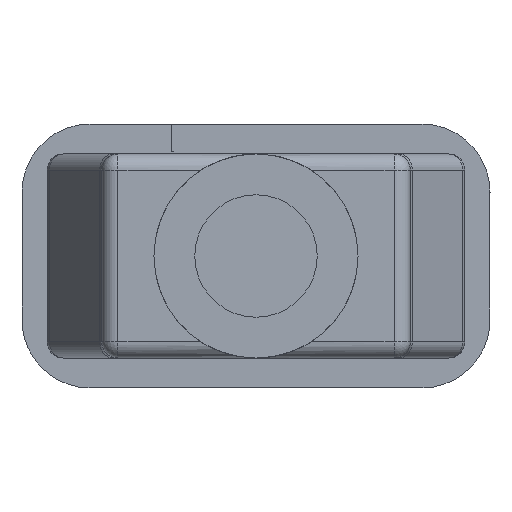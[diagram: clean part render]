
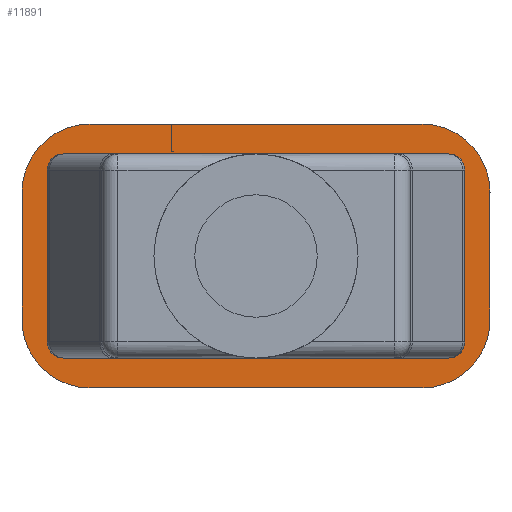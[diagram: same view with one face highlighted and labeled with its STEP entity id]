
A CAD part, front view. The second image highlights one B-rep face of the part: STEP entity #11891.
In plain terms, the highlighted face is planar.
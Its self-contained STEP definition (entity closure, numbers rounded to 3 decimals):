
#179=CIRCLE('',#12493,0.5);
#181=CIRCLE('',#12496,0.5);
#183=CIRCLE('',#12499,0.5);
#185=CIRCLE('',#12502,0.5);
#188=CIRCLE('',#12526,2.5);
#189=CIRCLE('',#12527,2.5);
#190=CIRCLE('',#12528,2.5);
#191=CIRCLE('',#12529,2.5);
#386=FACE_BOUND('',#1530,.T.);
#867=FACE_OUTER_BOUND('',#1529,.T.);
#1529=EDGE_LOOP('',(#9351,#9352,#9353,#9354,#9355,#9356,#9357,#9358));
#1530=EDGE_LOOP('',(#9359,#9360,#9361,#9362,#9363,#9364,#9365,#9366,#9367,
#9368,#9369,#9370,#9371,#9372,#9373,#9374));
#2662=LINE('',#18637,#3957);
#2665=LINE('',#18643,#3960);
#2709=LINE('',#18734,#4004);
#2728=LINE('',#18777,#4023);
#2731=LINE('',#18783,#4026);
#2774=LINE('',#18881,#4069);
#2778=LINE('',#18888,#4073);
#2779=LINE('',#18894,#4074);
#2780=LINE('',#18898,#4075);
#2781=LINE('',#18902,#4076);
#2782=LINE('',#18905,#4077);
#2783=LINE('',#18906,#4078);
#2784=LINE('',#18907,#4079);
#2785=LINE('',#18909,#4080);
#2786=LINE('',#18910,#4081);
#2787=LINE('',#18911,#4082);
#3957=VECTOR('',#14047,10.);
#3960=VECTOR('',#14052,10.);
#4004=VECTOR('',#14106,10.);
#4023=VECTOR('',#14129,10.);
#4026=VECTOR('',#14134,10.);
#4069=VECTOR('',#14197,10.);
#4073=VECTOR('',#14203,10.);
#4074=VECTOR('',#14208,10.);
#4075=VECTOR('',#14211,10.);
#4076=VECTOR('',#14214,10.);
#4077=VECTOR('',#14217,10.);
#4078=VECTOR('',#14218,10.);
#4079=VECTOR('',#14219,10.);
#4080=VECTOR('',#14220,10.);
#4081=VECTOR('',#14221,10.);
#4082=VECTOR('',#14222,10.);
#5268=VERTEX_POINT('',#18564);
#5269=VERTEX_POINT('',#18566);
#5272=VERTEX_POINT('',#18573);
#5273=VERTEX_POINT('',#18575);
#5276=VERTEX_POINT('',#18582);
#5277=VERTEX_POINT('',#18584);
#5280=VERTEX_POINT('',#18591);
#5281=VERTEX_POINT('',#18593);
#5299=VERTEX_POINT('',#18634);
#5302=VERTEX_POINT('',#18642);
#5343=VERTEX_POINT('',#18730);
#5363=VERTEX_POINT('',#18775);
#5365=VERTEX_POINT('',#18780);
#5409=VERTEX_POINT('',#18878);
#5411=VERTEX_POINT('',#18884);
#5413=VERTEX_POINT('',#18890);
#5414=VERTEX_POINT('',#18891);
#5415=VERTEX_POINT('',#18893);
#5416=VERTEX_POINT('',#18895);
#5417=VERTEX_POINT('',#18897);
#5418=VERTEX_POINT('',#18899);
#5419=VERTEX_POINT('',#18901);
#5420=VERTEX_POINT('',#18903);
#5421=VERTEX_POINT('',#18908);
#6707=EDGE_CURVE('',#5269,#5268,#179,.T.);
#6711=EDGE_CURVE('',#5273,#5272,#181,.T.);
#6715=EDGE_CURVE('',#5277,#5276,#183,.T.);
#6719=EDGE_CURVE('',#5281,#5280,#185,.T.);
#6739=EDGE_CURVE('',#5276,#5299,#2662,.T.);
#6742=EDGE_CURVE('',#5302,#5269,#2665,.T.);
#6786=EDGE_CURVE('',#5343,#5273,#2709,.T.);
#6806=EDGE_CURVE('',#5272,#5363,#2728,.T.);
#6809=EDGE_CURVE('',#5365,#5281,#2731,.T.);
#6857=EDGE_CURVE('',#5280,#5409,#2774,.T.);
#6861=EDGE_CURVE('',#5411,#5277,#2778,.T.);
#6862=EDGE_CURVE('',#5413,#5414,#188,.T.);
#6863=EDGE_CURVE('',#5414,#5415,#2779,.T.);
#6864=EDGE_CURVE('',#5415,#5416,#189,.T.);
#6865=EDGE_CURVE('',#5416,#5417,#2780,.T.);
#6866=EDGE_CURVE('',#5417,#5418,#190,.T.);
#6867=EDGE_CURVE('',#5418,#5419,#2781,.T.);
#6868=EDGE_CURVE('',#5419,#5420,#191,.T.);
#6869=EDGE_CURVE('',#5420,#5413,#2782,.T.);
#6870=EDGE_CURVE('',#5411,#5409,#2783,.T.);
#6871=EDGE_CURVE('',#5302,#5299,#2784,.T.);
#6872=EDGE_CURVE('',#5268,#5421,#2785,.T.);
#6873=EDGE_CURVE('',#5343,#5421,#2786,.T.);
#6874=EDGE_CURVE('',#5365,#5363,#2787,.T.);
#9351=ORIENTED_EDGE('',*,*,#6862,.T.);
#9352=ORIENTED_EDGE('',*,*,#6863,.T.);
#9353=ORIENTED_EDGE('',*,*,#6864,.T.);
#9354=ORIENTED_EDGE('',*,*,#6865,.T.);
#9355=ORIENTED_EDGE('',*,*,#6866,.T.);
#9356=ORIENTED_EDGE('',*,*,#6867,.T.);
#9357=ORIENTED_EDGE('',*,*,#6868,.T.);
#9358=ORIENTED_EDGE('',*,*,#6869,.T.);
#9359=ORIENTED_EDGE('',*,*,#6857,.T.);
#9360=ORIENTED_EDGE('',*,*,#6870,.F.);
#9361=ORIENTED_EDGE('',*,*,#6861,.T.);
#9362=ORIENTED_EDGE('',*,*,#6715,.T.);
#9363=ORIENTED_EDGE('',*,*,#6739,.T.);
#9364=ORIENTED_EDGE('',*,*,#6871,.F.);
#9365=ORIENTED_EDGE('',*,*,#6742,.T.);
#9366=ORIENTED_EDGE('',*,*,#6707,.T.);
#9367=ORIENTED_EDGE('',*,*,#6872,.T.);
#9368=ORIENTED_EDGE('',*,*,#6873,.F.);
#9369=ORIENTED_EDGE('',*,*,#6786,.T.);
#9370=ORIENTED_EDGE('',*,*,#6711,.T.);
#9371=ORIENTED_EDGE('',*,*,#6806,.T.);
#9372=ORIENTED_EDGE('',*,*,#6874,.F.);
#9373=ORIENTED_EDGE('',*,*,#6809,.T.);
#9374=ORIENTED_EDGE('',*,*,#6719,.T.);
#11317=PLANE('',#12525);
#11891=ADVANCED_FACE('',(#867,#386),#11317,.F.);
#12493=AXIS2_PLACEMENT_3D('',#18567,#13999,#14000);
#12496=AXIS2_PLACEMENT_3D('',#18576,#14007,#14008);
#12499=AXIS2_PLACEMENT_3D('',#18585,#14015,#14016);
#12502=AXIS2_PLACEMENT_3D('',#18594,#14023,#14024);
#12525=AXIS2_PLACEMENT_3D('',#18889,#14204,#14205);
#12526=AXIS2_PLACEMENT_3D('',#18892,#14206,#14207);
#12527=AXIS2_PLACEMENT_3D('',#18896,#14209,#14210);
#12528=AXIS2_PLACEMENT_3D('',#18900,#14212,#14213);
#12529=AXIS2_PLACEMENT_3D('',#18904,#14215,#14216);
#13999=DIRECTION('center_axis',(0.,0.,-1.));
#14000=DIRECTION('ref_axis',(-1.,0.,0.));
#14007=DIRECTION('center_axis',(0.,0.,-1.));
#14008=DIRECTION('ref_axis',(0.,1.,0.));
#14015=DIRECTION('center_axis',(0.,0.,-1.));
#14016=DIRECTION('ref_axis',(0.,-1.,0.));
#14023=DIRECTION('center_axis',(0.,0.,-1.));
#14024=DIRECTION('ref_axis',(0.98,-0.2,0.));
#14047=DIRECTION('',(-0.002,1.,0.));
#14052=DIRECTION('',(-0.002,1.,0.));
#14106=DIRECTION('',(1.,0.,0.));
#14129=DIRECTION('',(-0.002,-1.,0.));
#14134=DIRECTION('',(-0.002,-1.,0.));
#14197=DIRECTION('',(-1.,0.,0.));
#14203=DIRECTION('',(-1.,0.,0.));
#14204=DIRECTION('center_axis',(0.,0.,-1.));
#14205=DIRECTION('ref_axis',(1.,0.,0.));
#14206=DIRECTION('center_axis',(0.,0.,1.));
#14207=DIRECTION('ref_axis',(0.,-1.,0.));
#14208=DIRECTION('',(1.,0.,0.));
#14209=DIRECTION('center_axis',(0.,0.,1.));
#14210=DIRECTION('ref_axis',(0.996,-0.091,0.));
#14211=DIRECTION('',(0.002,1.,0.));
#14212=DIRECTION('center_axis',(0.,0.,1.));
#14213=DIRECTION('ref_axis',(0.,1.,0.));
#14214=DIRECTION('',(-1.,0.,0.));
#14215=DIRECTION('center_axis',(0.,0.,1.));
#14216=DIRECTION('ref_axis',(-1.,-0.003,0.));
#14217=DIRECTION('',(0.002,-1.,0.));
#14218=DIRECTION('',(1.,0.,0.));
#14219=DIRECTION('',(0.002,-1.,0.));
#14220=DIRECTION('',(1.,0.,0.));
#14221=DIRECTION('',(-1.,0.,0.));
#14222=DIRECTION('',(0.002,1.,0.));
#18564=CARTESIAN_POINT('',(-6.1,2.85,-0.3));
#18566=CARTESIAN_POINT('',(-6.6,2.35,-0.3));
#18567=CARTESIAN_POINT('Origin',(-6.1,2.35,-0.3));
#18573=CARTESIAN_POINT('',(6.6,2.35,-0.3));
#18575=CARTESIAN_POINT('',(6.1,2.85,-0.3));
#18576=CARTESIAN_POINT('Origin',(6.1,2.35,-0.3));
#18582=CARTESIAN_POINT('',(-6.59,-2.45,-0.3));
#18584=CARTESIAN_POINT('',(-6.1,-2.85,-0.3));
#18585=CARTESIAN_POINT('Origin',(-6.1,-2.35,-0.3));
#18591=CARTESIAN_POINT('',(6.1,-2.85,-0.3));
#18593=CARTESIAN_POINT('',(6.59,-2.45,-0.3));
#18594=CARTESIAN_POINT('Origin',(6.1,-2.35,-0.3));
#18634=CARTESIAN_POINT('',(-6.591,-1.85,-0.3));
#18637=CARTESIAN_POINT('',(-6.59,-2.45,-0.3));
#18642=CARTESIAN_POINT('',(-6.599,1.85,-0.3));
#18643=CARTESIAN_POINT('',(-6.59,-2.45,-0.3));
#18730=CARTESIAN_POINT('',(5.55,2.85,-0.3));
#18734=CARTESIAN_POINT('',(-6.1,2.85,-0.3));
#18775=CARTESIAN_POINT('',(6.599,1.85,-0.3));
#18777=CARTESIAN_POINT('',(6.59,-2.45,-0.3));
#18780=CARTESIAN_POINT('',(6.591,-1.85,-0.3));
#18783=CARTESIAN_POINT('',(6.59,-2.45,-0.3));
#18878=CARTESIAN_POINT('',(5.55,-2.85,-0.3));
#18881=CARTESIAN_POINT('',(-6.1,-2.85,-0.3));
#18884=CARTESIAN_POINT('',(-5.55,-2.85,-0.3));
#18888=CARTESIAN_POINT('',(-6.1,-2.85,-0.3));
#18889=CARTESIAN_POINT('Origin',(0.,0.,-0.3));
#18890=CARTESIAN_POINT('',(-8.59,-2.577,-0.3));
#18891=CARTESIAN_POINT('',(-6.1,-4.85,-0.3));
#18892=CARTESIAN_POINT('Origin',(-6.1,-2.35,-0.3));
#18893=CARTESIAN_POINT('',(6.1,-4.85,-0.3));
#18894=CARTESIAN_POINT('',(-6.1,-4.85,-0.3));
#18895=CARTESIAN_POINT('',(8.59,-2.577,-0.3));
#18896=CARTESIAN_POINT('Origin',(6.1,-2.35,-0.3));
#18897=CARTESIAN_POINT('',(8.6,2.346,-0.3));
#18898=CARTESIAN_POINT('',(8.59,-2.577,-0.3));
#18899=CARTESIAN_POINT('',(6.1,4.85,-0.3));
#18900=CARTESIAN_POINT('Origin',(6.1,2.35,-0.3));
#18901=CARTESIAN_POINT('',(-6.1,4.85,-0.3));
#18902=CARTESIAN_POINT('',(-6.1,4.85,-0.3));
#18903=CARTESIAN_POINT('',(-8.6,2.343,-0.3));
#18904=CARTESIAN_POINT('Origin',(-6.1,2.35,-0.3));
#18905=CARTESIAN_POINT('',(-8.59,-2.577,-0.3));
#18906=CARTESIAN_POINT('',(-3.05,-2.85,-0.3));
#18907=CARTESIAN_POINT('',(-6.592,-1.232,-0.3));
#18908=CARTESIAN_POINT('',(-5.55,2.85,-0.3));
#18909=CARTESIAN_POINT('',(-6.1,2.85,-0.3));
#18910=CARTESIAN_POINT('',(3.05,2.85,-0.3));
#18911=CARTESIAN_POINT('',(6.598,1.168,-0.3));
